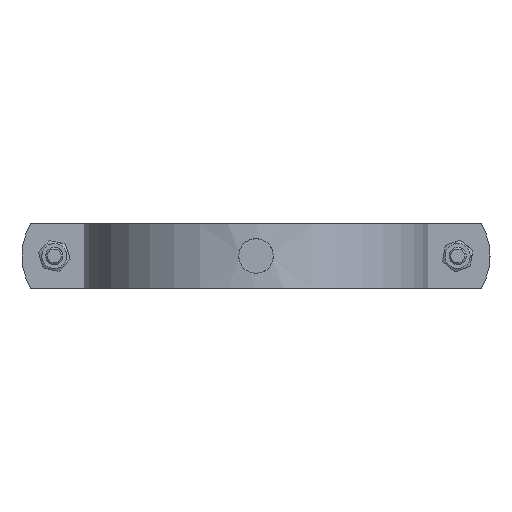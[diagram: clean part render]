
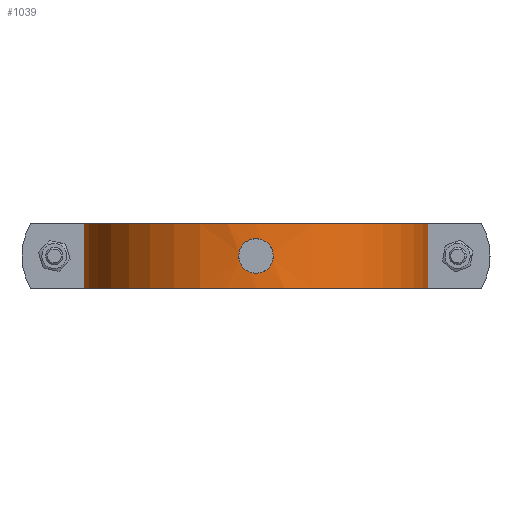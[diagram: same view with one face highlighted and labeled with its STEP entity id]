
A CAD part, front view. The second image highlights one B-rep face of the part: STEP entity #1039.
In plain terms, the highlighted cylindrical face has radius 80 mm (diameter 160 mm), a partial arc.
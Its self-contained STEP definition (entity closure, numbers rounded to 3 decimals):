
#588=CARTESIAN_POINT('',(8.0,79.599,0.));
#589=VERTEX_POINT('',#588);
#590=CARTESIAN_POINT('',(8.0,79.599,0.));
#591=CARTESIAN_POINT('',(8.0,79.599,0.791));
#592=CARTESIAN_POINT('',(7.878,79.612,1.624));
#593=CARTESIAN_POINT('',(7.624,79.636,2.423));
#594=CARTESIAN_POINT('',(7.368,79.66,3.229));
#595=CARTESIAN_POINT('',(6.978,79.697,4.));
#596=CARTESIAN_POINT('',(6.491,79.736,4.676));
#597=CARTESIAN_POINT('',(6.273,79.754,4.979));
#598=CARTESIAN_POINT('',(6.036,79.772,5.262));
#599=CARTESIAN_POINT('',(5.787,79.79,5.523));
#600=CARTESIAN_POINT('',(5.613,79.803,5.706));
#601=CARTESIAN_POINT('',(5.432,79.816,5.879));
#602=CARTESIAN_POINT('',(5.239,79.828,6.046));
#603=CARTESIAN_POINT('',(4.627,79.868,6.577));
#604=CARTESIAN_POINT('',(3.906,79.908,7.032));
#605=CARTESIAN_POINT('',(3.132,79.939,7.362));
#606=CARTESIAN_POINT('',(2.36,79.969,7.69));
#607=CARTESIAN_POINT('',(1.532,79.989,7.894));
#608=CARTESIAN_POINT('',(0.723,79.997,7.967));
#609=CARTESIAN_POINT('',(0.437,79.999,7.993));
#610=CARTESIAN_POINT('',(0.156,80.,8.003));
#611=CARTESIAN_POINT('',(-0.125,80.,7.999));
#612=CARTESIAN_POINT('',(-0.928,79.999,7.986));
#613=CARTESIAN_POINT('',(-1.77,79.984,7.848));
#614=CARTESIAN_POINT('',(-2.571,79.959,7.575));
#615=CARTESIAN_POINT('',(-3.275,79.936,7.337));
#616=CARTESIAN_POINT('',(-3.949,79.905,6.996));
#617=CARTESIAN_POINT('',(-4.552,79.87,6.579));
#618=CARTESIAN_POINT('',(-4.874,79.852,6.356));
#619=CARTESIAN_POINT('',(-5.176,79.833,6.112));
#620=CARTESIAN_POINT('',(-5.453,79.814,5.854));
#621=CARTESIAN_POINT('',(-5.663,79.8,5.658));
#622=CARTESIAN_POINT('',(-5.86,79.785,5.454));
#623=CARTESIAN_POINT('',(-6.05,79.771,5.234));
#624=CARTESIAN_POINT('',(-6.586,79.73,4.615));
#625=CARTESIAN_POINT('',(-7.044,79.69,3.886));
#626=CARTESIAN_POINT('',(-7.374,79.659,3.103));
#627=CARTESIAN_POINT('',(-7.61,79.638,2.54));
#628=CARTESIAN_POINT('',(-7.782,79.621,1.95));
#629=CARTESIAN_POINT('',(-7.884,79.611,1.359));
#630=CARTESIAN_POINT('',(-7.962,79.603,0.906));
#631=CARTESIAN_POINT('',(-7.999,79.599,0.452));
#632=CARTESIAN_POINT('',(-8.,79.599,0.012));
#633=CARTESIAN_POINT('',(-8.,79.599,-0.27));
#634=CARTESIAN_POINT('',(-7.986,79.6,-0.556));
#635=CARTESIAN_POINT('',(-7.955,79.603,-0.845));
#636=CARTESIAN_POINT('',(-7.868,79.612,-1.663));
#637=CARTESIAN_POINT('',(-7.648,79.634,-2.496));
#638=CARTESIAN_POINT('',(-7.302,79.666,-3.268));
#639=CARTESIAN_POINT('',(-6.975,79.696,-3.999));
#640=CARTESIAN_POINT('',(-6.535,79.734,-4.678));
#641=CARTESIAN_POINT('',(-6.029,79.772,-5.258));
#642=CARTESIAN_POINT('',(-5.778,79.791,-5.546));
#643=CARTESIAN_POINT('',(-5.515,79.81,-5.808));
#644=CARTESIAN_POINT('',(-5.226,79.829,-6.057));
#645=CARTESIAN_POINT('',(-4.608,79.87,-6.591));
#646=CARTESIAN_POINT('',(-3.88,79.91,-7.047));
#647=CARTESIAN_POINT('',(-3.098,79.94,-7.376));
#648=CARTESIAN_POINT('',(-2.462,79.965,-7.643));
#649=CARTESIAN_POINT('',(-1.79,79.983,-7.826));
#650=CARTESIAN_POINT('',(-1.121,79.992,-7.921));
#651=CARTESIAN_POINT('',(-0.792,79.997,-7.968));
#652=CARTESIAN_POINT('',(-0.463,79.999,-7.993));
#653=CARTESIAN_POINT('',(-0.141,80.,-7.999));
#654=CARTESIAN_POINT('',(0.127,80.,-8.003));
#655=CARTESIAN_POINT('',(0.393,79.999,-7.995));
#656=CARTESIAN_POINT('',(0.665,79.997,-7.972));
#657=CARTESIAN_POINT('',(1.477,79.99,-7.905));
#658=CARTESIAN_POINT('',(2.31,79.97,-7.706));
#659=CARTESIAN_POINT('',(3.088,79.94,-7.38));
#660=CARTESIAN_POINT('',(3.862,79.91,-7.056));
#661=CARTESIAN_POINT('',(4.584,79.871,-6.606));
#662=CARTESIAN_POINT('',(5.2,79.831,-6.08));
#663=CARTESIAN_POINT('',(5.512,79.811,-5.813));
#664=CARTESIAN_POINT('',(5.794,79.79,-5.532));
#665=CARTESIAN_POINT('',(6.062,79.77,-5.221));
#666=CARTESIAN_POINT('',(6.592,79.73,-4.605));
#667=CARTESIAN_POINT('',(7.046,79.69,-3.881));
#668=CARTESIAN_POINT('',(7.373,79.659,-3.103));
#669=CARTESIAN_POINT('',(7.699,79.629,-2.329));
#670=CARTESIAN_POINT('',(7.9,79.609,-1.5));
#671=CARTESIAN_POINT('',(7.97,79.602,-0.691));
#672=CARTESIAN_POINT('',(7.99,79.6,-0.458));
#673=CARTESIAN_POINT('',(8.0,79.599,-0.227));
#674=CARTESIAN_POINT('',(8.0,79.599,0.0));
#675=B_SPLINE_CURVE_WITH_KNOTS('',3,(#590,#591,#592,#593,#594,#595,#596,#597,#598,#599,#600,#601,#602,#603,#604,#605,#606,#607,#608,#609,#610,#611,#612,#613,#614,#615,#616,#617,#618,#619,#620,#621,#622,#623,#624,#625,#626,#627,#628,#629,#630,#631,#632,#633,#634,#635,#636,#637,#638,#639,#640,#641,#642,#643,#644,#645,#646,#647,#648,#649,#650,#651,#652,#653,#654,#655,#656,#657,#658,#659,#660,#661,#662,#663,#664,#665,#666,#667,#668,#669,#670,#671,#672,#673,#674),.UNSPECIFIED.,.T.,.U.,(4,3,3,3,3,3,3,3,3,3,3,3,3,3,3,3,3,3,3,3,3,3,3,3,3,3,3,3,4),(0.0,0.237,0.477,0.585,0.66,0.898,1.135,1.219,1.458,1.669,1.781,1.867,2.107,2.279,2.411,2.496,2.735,2.962,3.074,3.314,3.509,3.605,3.685,3.923,4.16,4.281,4.519,4.757,4.825),.UNSPECIFIED.);
#676=EDGE_CURVE('',#589,#589,#675,.T.);
#857=CARTESIAN_POINT('',(79.736,6.5,15.0));
#858=VERTEX_POINT('',#857);
#865=CARTESIAN_POINT('',(-79.736,6.5,15.0));
#866=VERTEX_POINT('',#865);
#867=CARTESIAN_POINT('',(0.0,0.0,15.0));
#868=DIRECTION('',(0.0,0.0,-1.0));
#869=DIRECTION('',(-0.997,-0.081,0.0));
#870=AXIS2_PLACEMENT_3D('',#867,#868,#869);
#871=CIRCLE('',#870,80.0);
#872=EDGE_CURVE('',#866,#858,#871,.T.);
#912=CARTESIAN_POINT('',(79.736,6.5,-15.0));
#913=VERTEX_POINT('',#912);
#920=CARTESIAN_POINT('',(79.736,6.5,15.0));
#921=DIRECTION('',(0.0,0.0,-1.0));
#922=VECTOR('',#921,30.0);
#923=LINE('',#920,#922);
#924=EDGE_CURVE('',#858,#913,#923,.T.);
#1001=CARTESIAN_POINT('',(-79.736,6.5,-15.0));
#1002=VERTEX_POINT('',#1001);
#1009=CARTESIAN_POINT('',(0.0,0.0,-15.0));
#1010=DIRECTION('',(0.0,0.0,1.0));
#1011=DIRECTION('',(-0.997,-0.081,0.0));
#1012=AXIS2_PLACEMENT_3D('',#1009,#1010,#1011);
#1013=CIRCLE('',#1012,80.0);
#1014=EDGE_CURVE('',#913,#1002,#1013,.T.);
#1020=CARTESIAN_POINT('',(0.0,0.0,0.0));
#1021=DIRECTION('',(0.0,0.0,1.0));
#1022=DIRECTION('',(-0.997,-0.081,0.0));
#1023=AXIS2_PLACEMENT_3D('',#1020,#1021,#1022);
#1024=CYLINDRICAL_SURFACE('',#1023,80.0);
#1025=ORIENTED_EDGE('',*,*,#872,.T.);
#1026=ORIENTED_EDGE('',*,*,#924,.T.);
#1027=ORIENTED_EDGE('',*,*,#1014,.T.);
#1028=CARTESIAN_POINT('',(-79.736,6.5,15.0));
#1029=DIRECTION('',(0.0,0.0,-1.0));
#1030=VECTOR('',#1029,30.0);
#1031=LINE('',#1028,#1030);
#1032=EDGE_CURVE('',#866,#1002,#1031,.T.);
#1033=ORIENTED_EDGE('',*,*,#1032,.F.);
#1034=EDGE_LOOP('',(#1025,#1026,#1027,#1033));
#1035=FACE_OUTER_BOUND('',#1034,.T.);
#1036=ORIENTED_EDGE('',*,*,#676,.T.);
#1037=EDGE_LOOP('',(#1036));
#1038=FACE_BOUND('',#1037,.T.);
#1039=ADVANCED_FACE('',(#1035,#1038),#1024,.T.);
